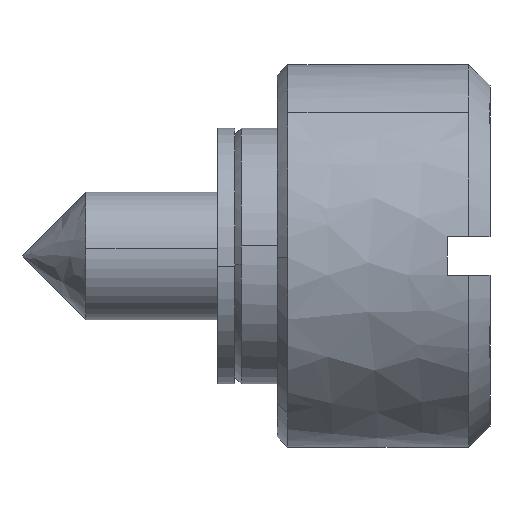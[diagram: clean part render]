
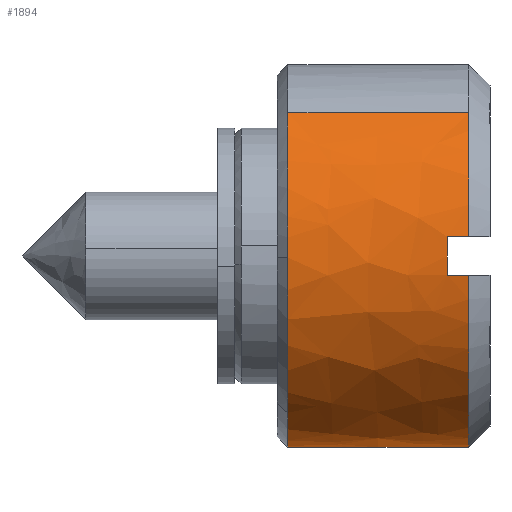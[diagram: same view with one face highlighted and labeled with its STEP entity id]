
A CAD part, left-side view. The second image highlights one B-rep face of the part: STEP entity #1894.
In plain terms, the highlighted free-form (B-spline) face has degree [2, 1] with [7, 2] control points.
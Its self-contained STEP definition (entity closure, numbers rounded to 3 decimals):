
#1219=CARTESIAN_POINT('',(-2.5,5.166,-7.37));
#1220=VERTEX_POINT('',#1219);
#1221=CARTESIAN_POINT('',(-2.5,0.0,-9.));
#1222=VERTEX_POINT('',#1221);
#1223=CARTESIAN_POINT('',(-2.5,5.166,-7.37));
#1224=CARTESIAN_POINT('',(-2.5,2.84,-9.));
#1225=CARTESIAN_POINT('',(-2.5,0.0,-9.));
#1233=(BOUNDED_CURVE()B_SPLINE_CURVE(2,(#1223,#1224,#1225),.UNSPECIFIED.,.F.,.U.)B_SPLINE_CURVE_WITH_KNOTS((3,3),(0.901,1.0),.UNSPECIFIED.)CURVE()GEOMETRIC_REPRESENTATION_ITEM()RATIONAL_B_SPLINE_CURVE((0.86,0.884,1.0))REPRESENTATION_ITEM(''));
#1234=EDGE_CURVE('',#1220,#1222,#1233,.T.);
#1292=CARTESIAN_POINT('',(-2.5,9.,-0.079));
#1293=VERTEX_POINT('',#1292);
#1299=CARTESIAN_POINT('',(-2.5,5.964,6.741));
#1300=VERTEX_POINT('',#1299);
#1301=CARTESIAN_POINT('',(-2.5,5.964,6.741));
#1302=CARTESIAN_POINT('',(-2.5,9.0,4.054));
#1303=CARTESIAN_POINT('',(-2.5,9.0,0.));
#1304=CARTESIAN_POINT('',(-2.5,9.0,-0.039));
#1305=CARTESIAN_POINT('',(-2.5,9.,-0.079));
#1313=(BOUNDED_CURVE()B_SPLINE_CURVE(2,(#1301,#1302,#1303,#1304,#1305),.UNSPECIFIED.,.F.,.U.)B_SPLINE_CURVE_WITH_KNOTS((3,2,3),(0.616,0.75,0.752),.UNSPECIFIED.)CURVE()GEOMETRIC_REPRESENTATION_ITEM()RATIONAL_B_SPLINE_CURVE((0.854,0.843,1.0,0.998,0.996))REPRESENTATION_ITEM(''));
#1314=EDGE_CURVE('',#1300,#1293,#1313,.T.);
#1331=CARTESIAN_POINT('',(-2.5,-7.071,5.568));
#1332=VERTEX_POINT('',#1331);
#1346=CARTESIAN_POINT('',(-2.5,0.0,-9.));
#1347=CARTESIAN_POINT('',(-2.5,-9.0,-9.));
#1348=CARTESIAN_POINT('',(-2.5,-9.0,0.));
#1349=CARTESIAN_POINT('',(-2.5,-9.,3.118));
#1350=CARTESIAN_POINT('',(-2.5,-7.071,5.568));
#1358=(BOUNDED_CURVE()B_SPLINE_CURVE(2,(#1346,#1347,#1348,#1349,#1350),.UNSPECIFIED.,.F.,.U.)B_SPLINE_CURVE_WITH_KNOTS((3,2,3),(0.0,0.25,0.357),.UNSPECIFIED.)CURVE()GEOMETRIC_REPRESENTATION_ITEM()RATIONAL_B_SPLINE_CURVE((1.0,0.707,1.0,0.874,0.857))REPRESENTATION_ITEM(''));
#1359=EDGE_CURVE('',#1222,#1332,#1358,.T.);
#1378=CARTESIAN_POINT('',(-2.5,9.,-0.079));
#1379=CARTESIAN_POINT('',(-2.5,8.959,-4.711));
#1380=CARTESIAN_POINT('',(-2.5,5.166,-7.37));
#1388=(BOUNDED_CURVE()B_SPLINE_CURVE(2,(#1378,#1379,#1380),.UNSPECIFIED.,.F.,.U.)B_SPLINE_CURVE_WITH_KNOTS((3,3),(0.752,0.901),.UNSPECIFIED.)CURVE()GEOMETRIC_REPRESENTATION_ITEM()RATIONAL_B_SPLINE_CURVE((0.996,0.823,0.86))REPRESENTATION_ITEM(''));
#1389=EDGE_CURVE('',#1293,#1220,#1388,.T.);
#1749=CARTESIAN_POINT('',(-11.213,-7.071,5.568));
#1750=CARTESIAN_POINT('',(-11.213,-12.329,-1.109));
#1751=CARTESIAN_POINT('',(-11.213,-5.964,-6.741));
#1752=CARTESIAN_POINT('',(-11.213,0.777,-12.704));
#1753=CARTESIAN_POINT('',(-11.213,6.741,-5.964));
#1754=CARTESIAN_POINT('',(-11.213,12.704,0.777));
#1755=CARTESIAN_POINT('',(-11.213,5.964,6.741));
#1756=CARTESIAN_POINT('',(-2.282,-7.071,5.568));
#1757=CARTESIAN_POINT('',(-2.282,-12.329,-1.109));
#1758=CARTESIAN_POINT('',(-2.282,-5.964,-6.741));
#1759=CARTESIAN_POINT('',(-2.282,0.777,-12.704));
#1760=CARTESIAN_POINT('',(-2.282,6.741,-5.964));
#1761=CARTESIAN_POINT('',(-2.282,12.704,0.777));
#1762=CARTESIAN_POINT('',(-2.282,5.964,6.741));
#1770=(BOUNDED_SURFACE()B_SPLINE_SURFACE(2,1,((#1749,#1756),(#1750,#1757),(#1751,#1758),(#1752,#1759),(#1753,#1760),(#1754,#1761),(#1755,#1762)),.UNSPECIFIED.,.F.,.F.,.U.)B_SPLINE_SURFACE_WITH_KNOTS((3,2,2,3),(2,2),(0.0,14.315,29.227,44.139),(0.0,8.93),.UNSPECIFIED.)GEOMETRIC_REPRESENTATION_ITEM()RATIONAL_B_SPLINE_SURFACE(((0.978,0.978),(0.719,0.719),(1.0,1.0),(0.707,0.707),(1.0,1.0),(0.707,0.707),(1.0,1.0)))REPRESENTATION_ITEM('')SURFACE());
#1771=CARTESIAN_POINT('',(-11.0,-7.071,5.568));
#1772=VERTEX_POINT('',#1771);
#1773=CARTESIAN_POINT('',(-11.0,-8.955,0.9));
#1774=VERTEX_POINT('',#1773);
#1775=CARTESIAN_POINT('',(-11.,-7.071,5.568));
#1776=CARTESIAN_POINT('',(-11.0,-8.693,3.509));
#1777=CARTESIAN_POINT('',(-11.0,-8.955,0.9));
#1785=(BOUNDED_CURVE()B_SPLINE_CURVE(2,(#1775,#1776,#1777),.UNSPECIFIED.,.F.,.U.)B_SPLINE_CURVE_WITH_KNOTS((3,3),(0.805,1.0),.UNSPECIFIED.)CURVE()GEOMETRIC_REPRESENTATION_ITEM()RATIONAL_B_SPLINE_CURVE((0.877,0.899,1.0))REPRESENTATION_ITEM(''));
#1786=EDGE_CURVE('',#1772,#1774,#1785,.T.);
#1787=ORIENTED_EDGE('',*,*,#1786,.T.);
#1788=CARTESIAN_POINT('',(-10.0,-8.955,0.9));
#1789=VERTEX_POINT('',#1788);
#1790=CARTESIAN_POINT('',(-11.0,-8.955,0.9));
#1791=CARTESIAN_POINT('',(-10.0,-8.955,0.9));
#1792=QUASI_UNIFORM_CURVE('',1,(#1790,#1791),.UNSPECIFIED.,.F.,.U.);
#1793=EDGE_CURVE('',#1774,#1789,#1792,.T.);
#1794=ORIENTED_EDGE('',*,*,#1793,.T.);
#1795=CARTESIAN_POINT('',(-10.0,-8.955,-0.9));
#1796=VERTEX_POINT('',#1795);
#1797=CARTESIAN_POINT('',(-10.0,-8.955,0.9));
#1798=CARTESIAN_POINT('',(-10.,-9.045,0.));
#1799=CARTESIAN_POINT('',(-10.0,-8.955,-0.9));
#1807=(BOUNDED_CURVE()B_SPLINE_CURVE(2,(#1797,#1798,#1799),.UNSPECIFIED.,.F.,.U.)CURVE()GEOMETRIC_REPRESENTATION_ITEM()QUASI_UNIFORM_CURVE()RATIONAL_B_SPLINE_CURVE((1.0,0.995,1.0))REPRESENTATION_ITEM(''));
#1808=EDGE_CURVE('',#1789,#1796,#1807,.T.);
#1809=ORIENTED_EDGE('',*,*,#1808,.T.);
#1810=CARTESIAN_POINT('',(-11.0,-8.955,-0.9));
#1811=VERTEX_POINT('',#1810);
#1812=CARTESIAN_POINT('',(-10.0,-8.955,-0.9));
#1813=CARTESIAN_POINT('',(-11.0,-8.955,-0.9));
#1814=QUASI_UNIFORM_CURVE('',1,(#1812,#1813),.UNSPECIFIED.,.F.,.U.);
#1815=EDGE_CURVE('',#1796,#1811,#1814,.T.);
#1816=ORIENTED_EDGE('',*,*,#1815,.T.);
#1817=CARTESIAN_POINT('',(-11.0,8.955,-0.9));
#1818=VERTEX_POINT('',#1817);
#1819=CARTESIAN_POINT('',(-11.0,-8.955,-0.9));
#1820=CARTESIAN_POINT('',(-11.0,-8.141,-9.));
#1821=CARTESIAN_POINT('',(-11.0,0.0,-9.));
#1822=CARTESIAN_POINT('',(-11.0,8.141,-9.));
#1823=CARTESIAN_POINT('',(-11.0,8.955,-0.9));
#1831=(BOUNDED_CURVE()B_SPLINE_CURVE(2,(#1819,#1820,#1821,#1822,#1823),.UNSPECIFIED.,.F.,.U.)B_SPLINE_CURVE_WITH_KNOTS((3,2,3),(0.0,0.5,1.0),.UNSPECIFIED.)CURVE()GEOMETRIC_REPRESENTATION_ITEM()RATIONAL_B_SPLINE_CURVE((1.0,0.742,1.0,0.742,1.0))REPRESENTATION_ITEM(''));
#1832=EDGE_CURVE('',#1811,#1818,#1831,.T.);
#1833=ORIENTED_EDGE('',*,*,#1832,.T.);
#1834=CARTESIAN_POINT('',(-10.0,8.955,-0.9));
#1835=VERTEX_POINT('',#1834);
#1836=CARTESIAN_POINT('',(-11.0,8.955,-0.9));
#1837=CARTESIAN_POINT('',(-10.0,8.955,-0.9));
#1838=QUASI_UNIFORM_CURVE('',1,(#1836,#1837),.UNSPECIFIED.,.F.,.U.);
#1839=EDGE_CURVE('',#1818,#1835,#1838,.T.);
#1840=ORIENTED_EDGE('',*,*,#1839,.T.);
#1841=CARTESIAN_POINT('',(-10.0,8.955,0.9));
#1842=VERTEX_POINT('',#1841);
#1843=CARTESIAN_POINT('',(-10.0,8.955,-0.9));
#1844=CARTESIAN_POINT('',(-10.,9.045,0.));
#1845=CARTESIAN_POINT('',(-10.0,8.955,0.9));
#1853=(BOUNDED_CURVE()B_SPLINE_CURVE(2,(#1843,#1844,#1845),.UNSPECIFIED.,.F.,.U.)CURVE()GEOMETRIC_REPRESENTATION_ITEM()QUASI_UNIFORM_CURVE()RATIONAL_B_SPLINE_CURVE((1.0,0.995,1.0))REPRESENTATION_ITEM(''));
#1854=EDGE_CURVE('',#1835,#1842,#1853,.T.);
#1855=ORIENTED_EDGE('',*,*,#1854,.T.);
#1856=CARTESIAN_POINT('',(-11.0,8.955,0.9));
#1857=VERTEX_POINT('',#1856);
#1858=CARTESIAN_POINT('',(-10.0,8.955,0.9));
#1859=CARTESIAN_POINT('',(-11.0,8.955,0.9));
#1860=QUASI_UNIFORM_CURVE('',1,(#1858,#1859),.UNSPECIFIED.,.F.,.U.);
#1861=EDGE_CURVE('',#1842,#1857,#1860,.T.);
#1862=ORIENTED_EDGE('',*,*,#1861,.T.);
#1863=CARTESIAN_POINT('',(-11.0,5.964,6.741));
#1864=VERTEX_POINT('',#1863);
#1865=CARTESIAN_POINT('',(-11.0,8.955,0.9));
#1866=CARTESIAN_POINT('',(-11.,8.603,4.406));
#1867=CARTESIAN_POINT('',(-11.,5.964,6.741));
#1875=(BOUNDED_CURVE()B_SPLINE_CURVE(2,(#1865,#1866,#1867),.UNSPECIFIED.,.F.,.U.)B_SPLINE_CURVE_WITH_KNOTS((3,3),(0.0,0.254),.UNSPECIFIED.)CURVE()GEOMETRIC_REPRESENTATION_ITEM()RATIONAL_B_SPLINE_CURVE((1.0,0.869,0.871))REPRESENTATION_ITEM(''));
#1876=EDGE_CURVE('',#1857,#1864,#1875,.T.);
#1877=ORIENTED_EDGE('',*,*,#1876,.T.);
#1878=CARTESIAN_POINT('',(-11.0,5.964,6.741));
#1879=CARTESIAN_POINT('',(-2.5,5.964,6.741));
#1880=QUASI_UNIFORM_CURVE('',1,(#1878,#1879),.UNSPECIFIED.,.F.,.U.);
#1881=EDGE_CURVE('',#1864,#1300,#1880,.T.);
#1882=ORIENTED_EDGE('',*,*,#1881,.T.);
#1883=ORIENTED_EDGE('',*,*,#1314,.T.);
#1884=ORIENTED_EDGE('',*,*,#1389,.T.);
#1885=ORIENTED_EDGE('',*,*,#1234,.T.);
#1886=ORIENTED_EDGE('',*,*,#1359,.T.);
#1887=CARTESIAN_POINT('',(-11.0,-7.071,5.568));
#1888=CARTESIAN_POINT('',(-2.5,-7.071,5.568));
#1889=QUASI_UNIFORM_CURVE('',1,(#1887,#1888),.UNSPECIFIED.,.F.,.U.);
#1890=EDGE_CURVE('',#1772,#1332,#1889,.T.);
#1891=ORIENTED_EDGE('',*,*,#1890,.F.);
#1892=EDGE_LOOP('',(#1787,#1794,#1809,#1816,#1833,#1840,#1855,#1862,#1877,#1882,#1883,#1884,#1885,#1886,#1891));
#1893=FACE_OUTER_BOUND('',#1892,.T.);
#1894=ADVANCED_FACE('',(#1893),#1770,.T.);
